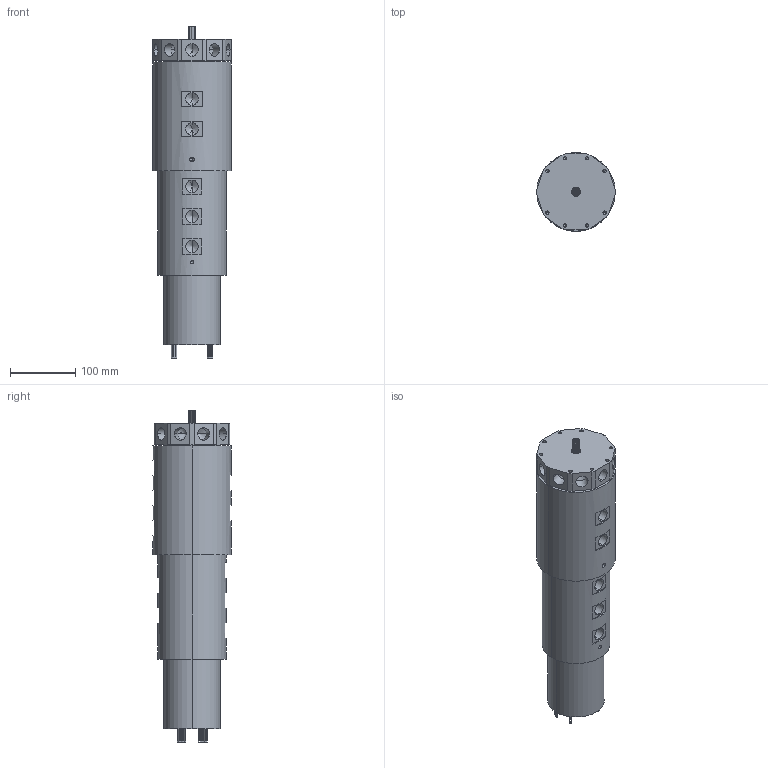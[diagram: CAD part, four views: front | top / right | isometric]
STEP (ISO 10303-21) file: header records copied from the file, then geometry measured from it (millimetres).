
FILE_DESCRIPTION (( 'STEP AP203' ), '1' );
FILE_NAME ('MAPH1000-05-P1210-S08-VD(Z3626).STEP', '2019-09-04T01:41:30', ( '微软用户' ), ( '微软中国' ), 'SwSTEP 2.0', 'SolidWorks 2014', '' );
FILE_SCHEMA (( 'CONFIG_CONTROL_DESIGN' ));
Length unit declared in the file: millimetre
Products named in the file (1): MAPH1000-05-P1210-S08-VD(Z3626)
Bounding box: 120 x 120 x 507.4 mm (x, y, z)
Volume: 4098269.8 mm3; surface area: 222384.1 mm2
Topology: 1 solids, 1 shells, 367 faces, 845 edges, 510 vertices
Faces by surface type: cylinder 191, plane 112, cone 64
Entity records: 10330 total; most frequent: CARTESIAN_POINT 1911, DIRECTION 1907, ORIENTED_EDGE 1562, EDGE_CURVE 781, AXIS2_PLACEMENT_3D 766, VERTEX_POINT 510, EDGE_LOOP 461, CIRCLE 398
